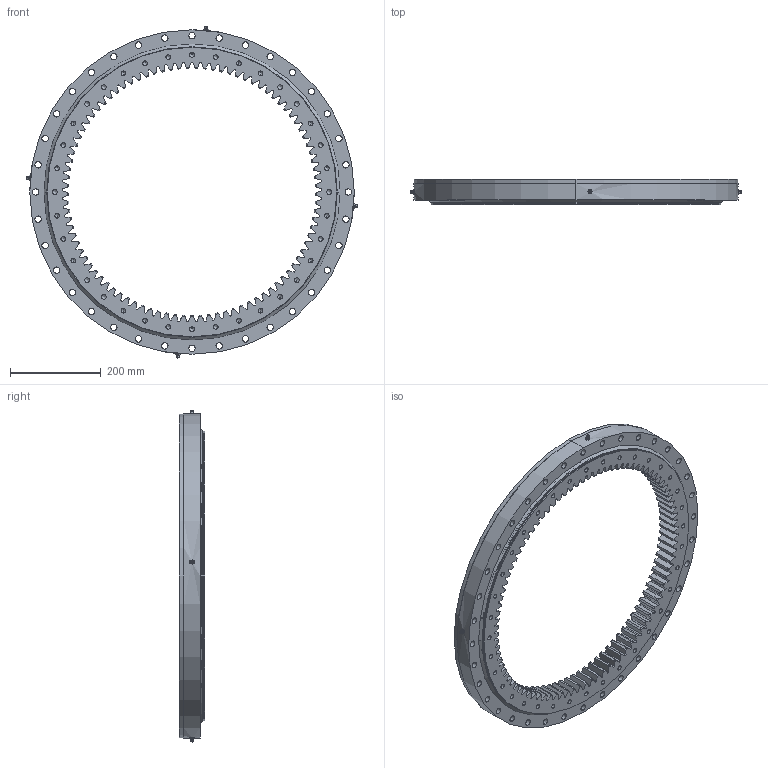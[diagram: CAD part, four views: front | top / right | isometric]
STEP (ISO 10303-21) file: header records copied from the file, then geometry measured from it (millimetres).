
FILE_DESCRIPTION (( 'STEP AP203' ), '1' );
FILE_NAME ('32-0641-01.STEP', '2017-12-28T10:39:19', ( 'defontaine' ), ( 'Hewlett-Packard Company' ), 'SwSTEP 2.0', 'SolidWorks 2016', '' );
FILE_SCHEMA (( 'CONFIG_CONTROL_DESIGN' ));
Length unit declared in the file: millimetre
Products named in the file (1): 32-0641-01
Bounding box: 732.8 x 56 x 732.8 mm (x, y, z)
Volume: 6136216 mm3; surface area: 1032011.1 mm2
Topology: 9 solids, 9 shells, 932 faces, 2585 edges, 1651 vertices
Faces by surface type: cylinder 365, cone 291, plane 240, torus 26, sphere 10
Entity records: 30571 total; most frequent: CARTESIAN_POINT 6723, ORIENTED_EDGE 5016, DIRECTION 5006, EDGE_CURVE 2508, AXIS2_PLACEMENT_3D 1953, VERTEX_POINT 1648, LINE 1100, VECTOR 1100
